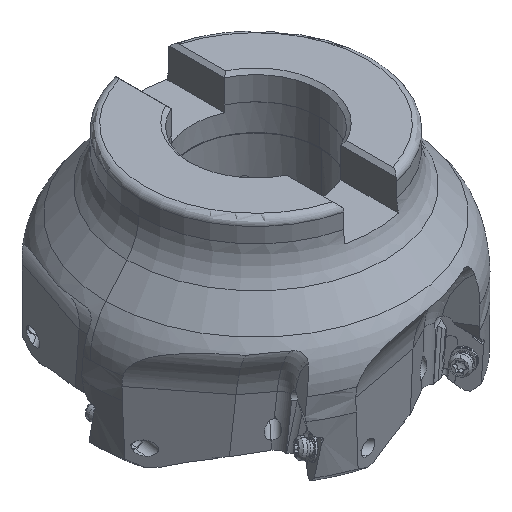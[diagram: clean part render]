
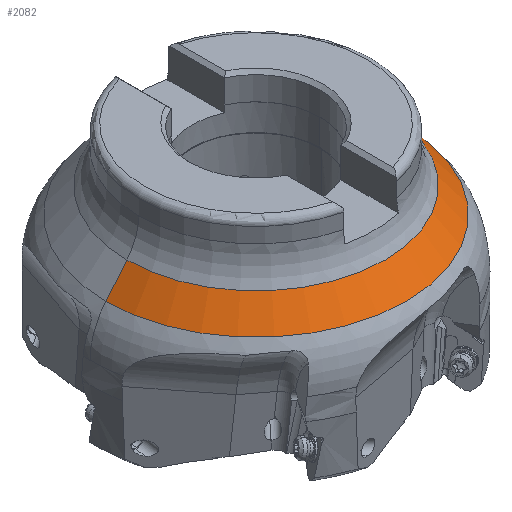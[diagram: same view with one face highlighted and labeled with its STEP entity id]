
A CAD part, isometric view. The second image highlights one B-rep face of the part: STEP entity #2082.
In plain terms, the highlighted conical face has half-angle 40 degrees and reference radius 41.67 mm.
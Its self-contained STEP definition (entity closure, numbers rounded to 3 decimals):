
#792=LINE('',#22773,#1404);
#793=LINE('',#22774,#1405);
#1404=VECTOR('',#15099,1.);
#1405=VECTOR('',#15100,1.);
#1656=CONICAL_SURFACE('',#12553,41.67,40.);
#2082=ADVANCED_FACE('',(#2901),#1656,.T.);
#2901=FACE_OUTER_BOUND('',#3491,.T.);
#3491=EDGE_LOOP('',(#6461,#6462,#6463,#6464,#6465,#6466));
#6461=ORIENTED_EDGE('',*,*,#9533,.F.);
#6462=ORIENTED_EDGE('',*,*,#9532,.F.);
#6463=ORIENTED_EDGE('',*,*,#10291,.T.);
#6464=ORIENTED_EDGE('',*,*,#10283,.F.);
#6465=ORIENTED_EDGE('',*,*,#10282,.F.);
#6466=ORIENTED_EDGE('',*,*,#10290,.T.);
#7873=VERTEX_POINT('',#16588);
#7875=VERTEX_POINT('',#16592);
#8194=VERTEX_POINT('',#18885);
#8697=VERTEX_POINT('',#22756);
#8698=VERTEX_POINT('',#22758);
#8699=VERTEX_POINT('',#22760);
#9532=EDGE_CURVE('',#7875,#8194,#11042,.T.);
#9533=EDGE_CURVE('',#8194,#7873,#11043,.T.);
#10282=EDGE_CURVE('',#8697,#8698,#11279,.T.);
#10283=EDGE_CURVE('',#8698,#8699,#11280,.T.);
#10290=EDGE_CURVE('',#8697,#7873,#792,.T.);
#10291=EDGE_CURVE('',#7875,#8699,#793,.T.);
#11042=CIRCLE('',#12027,44.83);
#11043=CIRCLE('',#12028,44.83);
#11279=CIRCLE('',#12541,38.509);
#11280=CIRCLE('',#12542,38.509);
#12027=AXIS2_PLACEMENT_3D('',#18884,#13776,#13777);
#12028=AXIS2_PLACEMENT_3D('',#18886,#13778,#13779);
#12541=AXIS2_PLACEMENT_3D('',#22757,#15077,#15078);
#12542=AXIS2_PLACEMENT_3D('',#22759,#15079,#15080);
#12553=AXIS2_PLACEMENT_3D('',#22776,#15103,#15104);
#13776=DIRECTION('',(0.,0.,-1.));
#13777=DIRECTION('',(1.,0.,0.));
#13778=DIRECTION('',(0.,0.,-1.));
#13779=DIRECTION('',(1.,0.,0.));
#15077=DIRECTION('',(0.,0.,1.));
#15078=DIRECTION('',(-1.,0.,0.));
#15079=DIRECTION('',(0.,0.,1.));
#15080=DIRECTION('',(-1.,0.,0.));
#15099=DIRECTION('',(-0.643,0.,-0.766));
#15100=DIRECTION('',(-0.643,0.,0.766));
#15103=DIRECTION('',(0.,0.,-1.));
#15104=DIRECTION('',(1.,0.,0.));
#16588=CARTESIAN_POINT('',(-44.83,0.,-23.675));
#16592=CARTESIAN_POINT('',(44.83,0.,-23.675));
#18884=CARTESIAN_POINT('',(0.,0.,-23.675));
#18885=CARTESIAN_POINT('',(44.83,-0.016,-23.675));
#18886=CARTESIAN_POINT('',(0.,0.,-23.675));
#22756=CARTESIAN_POINT('',(-38.509,0.,-16.142));
#22757=CARTESIAN_POINT('',(0.,0.,-16.142));
#22758=CARTESIAN_POINT('',(-38.509,-0.015,-16.142));
#22759=CARTESIAN_POINT('',(0.,0.,-16.142));
#22760=CARTESIAN_POINT('',(38.509,0.,-16.142));
#22773=CARTESIAN_POINT('',(-38.509,0.,-16.142));
#22774=CARTESIAN_POINT('',(44.83,0.,-23.675));
#22776=CARTESIAN_POINT('',(0.,0.,-19.909));
